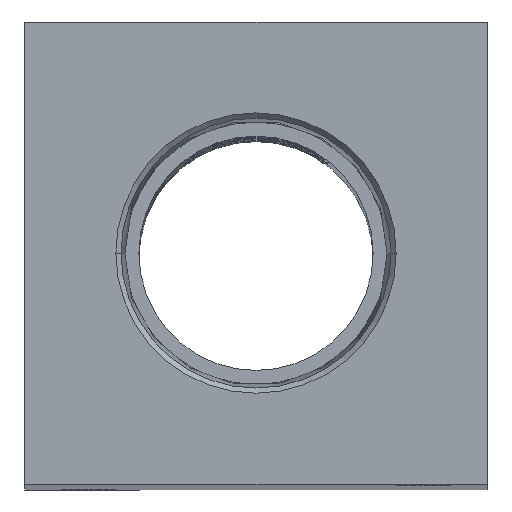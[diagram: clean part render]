
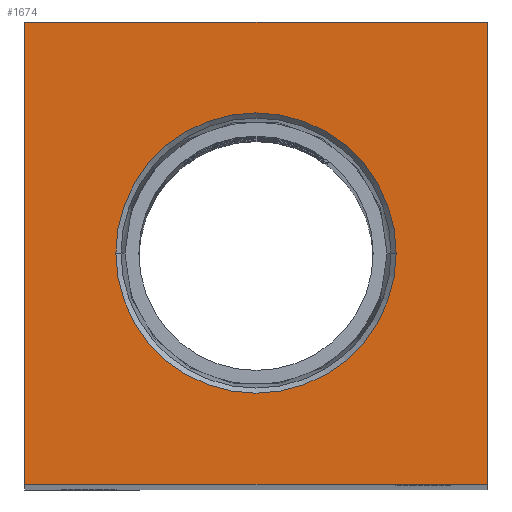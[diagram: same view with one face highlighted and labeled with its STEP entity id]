
A CAD part, top view. The second image highlights one B-rep face of the part: STEP entity #1674.
In plain terms, the highlighted planar face has unit normal (0, 0, 1).
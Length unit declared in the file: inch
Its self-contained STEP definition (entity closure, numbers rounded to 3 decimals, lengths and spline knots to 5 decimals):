
#45 = CARTESIAN_POINT ( 'NONE',  ( -1.125, -1.125, 8.25 ) ) ;
#75 = ORIENTED_EDGE ( 'NONE', *, *, #1690, .F. ) ;
#133 = CARTESIAN_POINT ( 'NONE',  ( 1.125, -1.125, 8.25 ) ) ;
#139 = VERTEX_POINT ( 'NONE', #1817 ) ;
#175 = FACE_OUTER_BOUND ( 'NONE', #2926, .T. ) ;
#223 = DIRECTION ( 'NONE',  ( 1., 0., 0. ) ) ;
#312 = DIRECTION ( 'NONE',  ( -1., 0., 0. ) ) ;
#407 = DIRECTION ( 'NONE',  ( 1., 0., 0. ) ) ;
#418 = DIRECTION ( 'NONE',  ( 0., 0., 1. ) ) ;
#635 = CARTESIAN_POINT ( 'NONE',  ( 0., 0., 8.25 ) ) ;
#698 = VERTEX_POINT ( 'NONE', #2109 ) ;
#756 = CIRCLE ( 'NONE', #1230, 0.68247 ) ;
#770 = DIRECTION ( 'NONE',  ( 0., 0., 1. ) ) ;
#791 = DIRECTION ( 'NONE',  ( 1., 0., 0. ) ) ;
#836 = FACE_BOUND ( 'NONE', #1707, .T. ) ;
#866 = DIRECTION ( 'NONE',  ( 0., 0., 1. ) ) ;
#906 = CARTESIAN_POINT ( 'NONE',  ( 1.125, 1.125, 8.25 ) ) ;
#937 = PLANE ( 'NONE',  #1031 ) ;
#941 = CIRCLE ( 'NONE', #1976, 0.68247 ) ;
#992 = CARTESIAN_POINT ( 'NONE',  ( 0., 0., 8.25 ) ) ;
#1031 = AXIS2_PLACEMENT_3D ( 'NONE', #635, #418, #407 ) ;
#1040 = CARTESIAN_POINT ( 'NONE',  ( 0., 0., 8.25 ) ) ;
#1081 = EDGE_CURVE ( 'NONE', #139, #2719, #2490, .T. ) ;
#1158 = VECTOR ( 'NONE', #2484, 39.37008 ) ;
#1187 = VECTOR ( 'NONE', #312, 39.37008 ) ;
#1230 = AXIS2_PLACEMENT_3D ( 'NONE', #1040, #770, #223 ) ;
#1276 = LINE ( 'NONE', #2793, #1187 ) ;
#1289 = ORIENTED_EDGE ( 'NONE', *, *, #1345, .T. ) ;
#1321 = CARTESIAN_POINT ( 'NONE',  ( 1.125, -1.125, 8.25 ) ) ;
#1345 = EDGE_CURVE ( 'NONE', #1768, #3014, #1360, .T. ) ;
#1360 = LINE ( 'NONE', #1321, #2576 ) ;
#1482 = EDGE_CURVE ( 'NONE', #2425, #698, #941, .T. ) ;
#1554 = ORIENTED_EDGE ( 'NONE', *, *, #1482, .F. ) ;
#1604 = DIRECTION ( 'NONE',  ( 0., 1., 0. ) ) ;
#1674 = ADVANCED_FACE ( 'NONE', ( #836, #175 ), #937, .T. ) ;
#1690 = EDGE_CURVE ( 'NONE', #698, #2425, #756, .T. ) ;
#1707 = EDGE_LOOP ( 'NONE', ( #1554, #75 ) ) ;
#1768 = VERTEX_POINT ( 'NONE', #2148 ) ;
#1795 = VECTOR ( 'NONE', #1939, 39.37008 ) ;
#1817 = CARTESIAN_POINT ( 'NONE',  ( -1.125, 1.125, 8.25 ) ) ;
#1939 = DIRECTION ( 'NONE',  ( 1., 0., 0. ) ) ;
#1976 = AXIS2_PLACEMENT_3D ( 'NONE', #992, #866, #791 ) ;
#2109 = CARTESIAN_POINT ( 'NONE',  ( -0.68247, 0., 8.25 ) ) ;
#2148 = CARTESIAN_POINT ( 'NONE',  ( 1.125, -1.125, 8.25 ) ) ;
#2189 = CARTESIAN_POINT ( 'NONE',  ( 0.68247, 0., 8.25 ) ) ;
#2217 = ORIENTED_EDGE ( 'NONE', *, *, #2420, .T. ) ;
#2420 = EDGE_CURVE ( 'NONE', #2719, #1768, #2441, .T. ) ;
#2425 = VERTEX_POINT ( 'NONE', #2189 ) ;
#2441 = LINE ( 'NONE', #133, #1795 ) ;
#2484 = DIRECTION ( 'NONE',  ( 0., -1., 0. ) ) ;
#2490 = LINE ( 'NONE', #2503, #1158 ) ;
#2503 = CARTESIAN_POINT ( 'NONE',  ( -1.125, -1.125, 8.25 ) ) ;
#2576 = VECTOR ( 'NONE', #1604, 39.37008 ) ;
#2719 = VERTEX_POINT ( 'NONE', #45 ) ;
#2793 = CARTESIAN_POINT ( 'NONE',  ( 1.125, 1.125, 8.25 ) ) ;
#2808 = EDGE_CURVE ( 'NONE', #3014, #139, #1276, .T. ) ;
#2926 = EDGE_LOOP ( 'NONE', ( #2927, #2217, #1289, #2962 ) ) ;
#2927 = ORIENTED_EDGE ( 'NONE', *, *, #1081, .T. ) ;
#2962 = ORIENTED_EDGE ( 'NONE', *, *, #2808, .T. ) ;
#3014 = VERTEX_POINT ( 'NONE', #906 ) ;
